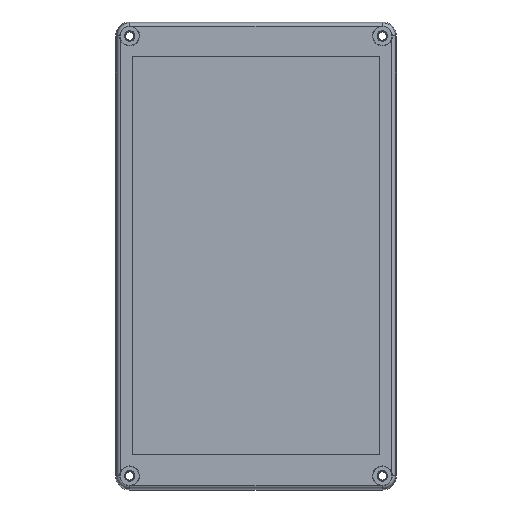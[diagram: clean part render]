
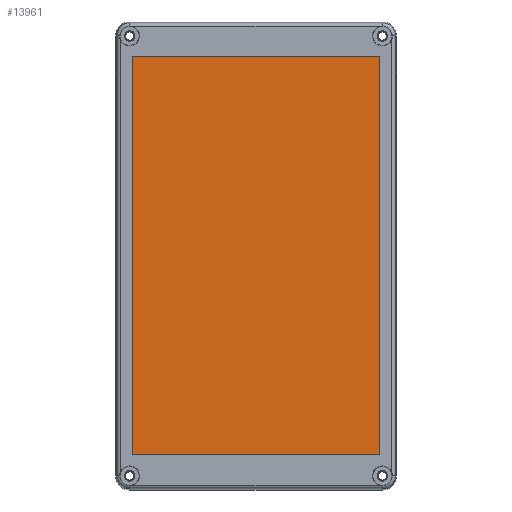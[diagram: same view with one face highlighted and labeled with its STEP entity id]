
A CAD part, top view. The second image highlights one B-rep face of the part: STEP entity #13961.
In plain terms, the highlighted planar face has unit normal (0, 0, 1).
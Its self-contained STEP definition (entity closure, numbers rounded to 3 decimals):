
#1841 = DIRECTION ( 'NONE',  ( 1., 0., 0. ) ) ;
#1842 = VECTOR ( 'NONE', #1841, 1000. ) ;
#1843 = CARTESIAN_POINT ( 'NONE',  ( -629.764, -169.905, 41.763 ) ) ;
#1844 = LINE ( 'NONE', #1843, #1842 ) ;
#1845 = CARTESIAN_POINT ( 'NONE',  ( -629.764, -169.905, 41.763 ) ) ;
#1846 = DIRECTION ( 'NONE',  ( 0., -1., 0. ) ) ;
#1847 = VECTOR ( 'NONE', #1846, 1000. ) ;
#1848 = CARTESIAN_POINT ( 'NONE',  ( -629.764, 0.095, 41.763 ) ) ;
#1849 = LINE ( 'NONE', #1848, #1847 ) ;
#1850 = CARTESIAN_POINT ( 'NONE',  ( -629.764, 0.095, 41.763 ) ) ;
#1851 = DIRECTION ( 'NONE',  ( -1., 0., 0. ) ) ;
#1852 = VECTOR ( 'NONE', #1851, 1000. ) ;
#1853 = CARTESIAN_POINT ( 'NONE',  ( -523.964, 0.095, 41.763 ) ) ;
#1854 = LINE ( 'NONE', #1853, #1852 ) ;
#1855 = CARTESIAN_POINT ( 'NONE',  ( -523.964, 0.095, 41.763 ) ) ;
#1856 = CARTESIAN_POINT ( 'NONE',  ( -523.964, -169.905, 41.763 ) ) ;
#1857 = DIRECTION ( 'NONE',  ( 0., 1., 0. ) ) ;
#1858 = VECTOR ( 'NONE', #1857, 1000. ) ;
#1859 = CARTESIAN_POINT ( 'NONE',  ( -523.964, -169.905, 41.763 ) ) ;
#1860 = LINE ( 'NONE', #1859, #1858 ) ;
#1864 = CARTESIAN_POINT ( 'NONE',  ( -576.864, -84.905, 41.763 ) ) ;
#1865 = AXIS2_PLACEMENT_3D ( 'NONE', #1864, #1927, #1926 ) ;
#1866 = PLANE ( 'NONE',  #1865 ) ;
#1868 = FACE_OUTER_BOUND ( 'NONE', #13931, .T. ) ;
#1926 = DIRECTION ( 'NONE',  ( 0., -1., 0. ) ) ;
#1927 = DIRECTION ( 'NONE',  ( 0., 0., 1. ) ) ;
#13931 = EDGE_LOOP ( 'NONE', ( #13932, #13936, #13939, #13942 ) ) ;
#13932 = ORIENTED_EDGE ( 'NONE', *, *, #13933, .T. ) ;
#13933 = EDGE_CURVE ( 'NONE', #13934, #13935, #1860, .T. ) ;
#13934 = VERTEX_POINT ( 'NONE', #1856 ) ;
#13935 = VERTEX_POINT ( 'NONE', #1855 ) ;
#13936 = ORIENTED_EDGE ( 'NONE', *, *, #13937, .T. ) ;
#13937 = EDGE_CURVE ( 'NONE', #13935, #13938, #1854, .T. ) ;
#13938 = VERTEX_POINT ( 'NONE', #1850 ) ;
#13939 = ORIENTED_EDGE ( 'NONE', *, *, #13940, .T. ) ;
#13940 = EDGE_CURVE ( 'NONE', #13938, #13941, #1849, .T. ) ;
#13941 = VERTEX_POINT ( 'NONE', #1845 ) ;
#13942 = ORIENTED_EDGE ( 'NONE', *, *, #13943, .T. ) ;
#13943 = EDGE_CURVE ( 'NONE', #13941, #13934, #1844, .T. ) ;
#13961 = ADVANCED_FACE ( 'NONE', ( #1868 ), #1866, .T. ) ;
